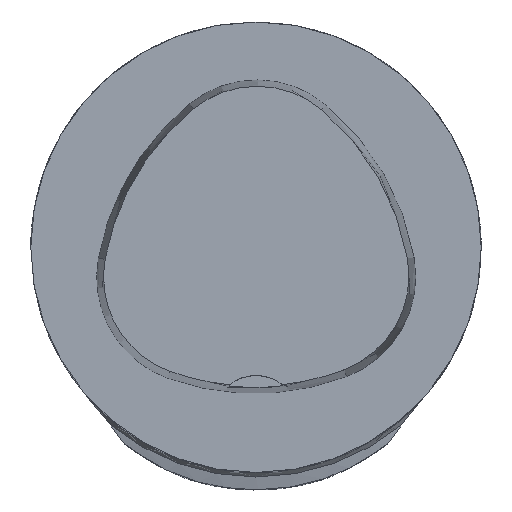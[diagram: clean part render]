
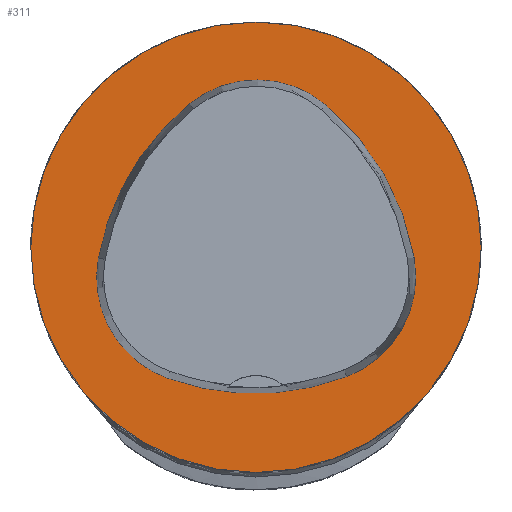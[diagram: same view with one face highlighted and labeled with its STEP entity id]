
A CAD part, top view. The second image highlights one B-rep face of the part: STEP entity #311.
In plain terms, the highlighted planar face has unit normal (0, 0, 1).
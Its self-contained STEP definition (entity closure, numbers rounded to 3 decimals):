
#311=ADVANCED_FACE('',(#381,#382),#346,.T.);
#346=PLANE('',#1061);
#381=FACE_BOUND('',#429,.T.);
#382=FACE_BOUND('',#430,.T.);
#429=EDGE_LOOP('',(#613,#614,#615,#616,#617,#618));
#430=EDGE_LOOP('',(#619));
#613=ORIENTED_EDGE('',*,*,#872,.T.);
#614=ORIENTED_EDGE('',*,*,#852,.T.);
#615=ORIENTED_EDGE('',*,*,#856,.T.);
#616=ORIENTED_EDGE('',*,*,#859,.T.);
#617=ORIENTED_EDGE('',*,*,#862,.T.);
#618=ORIENTED_EDGE('',*,*,#870,.T.);
#619=ORIENTED_EDGE('',*,*,#837,.F.);
#743=VERTEX_POINT('',#1605);
#754=VERTEX_POINT('',#1649);
#755=VERTEX_POINT('',#1650);
#758=VERTEX_POINT('',#1658);
#760=VERTEX_POINT('',#1664);
#762=VERTEX_POINT('',#1670);
#769=VERTEX_POINT('',#1691);
#837=EDGE_CURVE('',#743,#743,#914,.T.);
#852=EDGE_CURVE('',#754,#755,#916,.T.);
#856=EDGE_CURVE('',#755,#758,#918,.T.);
#859=EDGE_CURVE('',#758,#760,#920,.T.);
#862=EDGE_CURVE('',#760,#762,#922,.T.);
#870=EDGE_CURVE('',#762,#769,#926,.T.);
#872=EDGE_CURVE('',#769,#754,#928,.T.);
#914=CIRCLE('',#1029,31.5);
#916=CIRCLE('',#1039,36.);
#918=CIRCLE('',#1042,15.);
#920=CIRCLE('',#1045,36.);
#922=CIRCLE('',#1048,15.);
#926=CIRCLE('',#1053,36.);
#928=CIRCLE('',#1056,15.);
#1029=AXIS2_PLACEMENT_3D('',#1604,#1212,#1213);
#1039=AXIS2_PLACEMENT_3D('',#1648,#1238,#1239);
#1042=AXIS2_PLACEMENT_3D('',#1657,#1246,#1247);
#1045=AXIS2_PLACEMENT_3D('',#1663,#1253,#1254);
#1048=AXIS2_PLACEMENT_3D('',#1669,#1260,#1261);
#1053=AXIS2_PLACEMENT_3D('',#1692,#1272,#1273);
#1056=AXIS2_PLACEMENT_3D('',#1695,#1278,#1279);
#1061=AXIS2_PLACEMENT_3D('',#1700,#1288,#1289);
#1212=DIRECTION('',(0.,0.,-1.));
#1213=DIRECTION('',(-1.,0.,0.));
#1238=DIRECTION('',(0.,0.,-1.));
#1239=DIRECTION('',(-1.,0.,0.));
#1246=DIRECTION('',(0.,0.,-1.));
#1247=DIRECTION('',(-1.,0.,0.));
#1253=DIRECTION('',(0.,0.,-1.));
#1254=DIRECTION('',(-1.,0.,0.));
#1260=DIRECTION('',(0.,0.,-1.));
#1261=DIRECTION('',(-1.,0.,0.));
#1272=DIRECTION('',(0.,0.,-1.));
#1273=DIRECTION('',(-1.,0.,0.));
#1278=DIRECTION('',(0.,0.,-1.));
#1279=DIRECTION('',(-1.,0.,0.));
#1288=DIRECTION('',(0.,0.,1.));
#1289=DIRECTION('',(1.,0.,0.));
#1604=CARTESIAN_POINT('',(0.,0.,0.));
#1605=CARTESIAN_POINT('',(-31.5,0.,0.));
#1648=CARTESIAN_POINT('',(13.398,-7.893,0.));
#1649=CARTESIAN_POINT('',(-22.041,-1.562,0.));
#1650=CARTESIAN_POINT('',(-9.317,20.036,0.));
#1657=CARTESIAN_POINT('',(0.148,8.399,0.));
#1658=CARTESIAN_POINT('',(9.779,19.898,0.));
#1663=CARTESIAN_POINT('',(-13.337,-7.7,0.));
#1664=CARTESIAN_POINT('',(22.122,-1.48,0.));
#1669=CARTESIAN_POINT('',(7.347,-4.071,0.));
#1670=CARTESIAN_POINT('',(12.693,-18.087,0.));
#1691=CARTESIAN_POINT('',(-12.373,-18.307,0.));
#1692=CARTESIAN_POINT('',(-0.137,15.55,0.));
#1695=CARTESIAN_POINT('',(-7.275,-4.2,0.));
#1700=CARTESIAN_POINT('',(0.,0.,0.));
